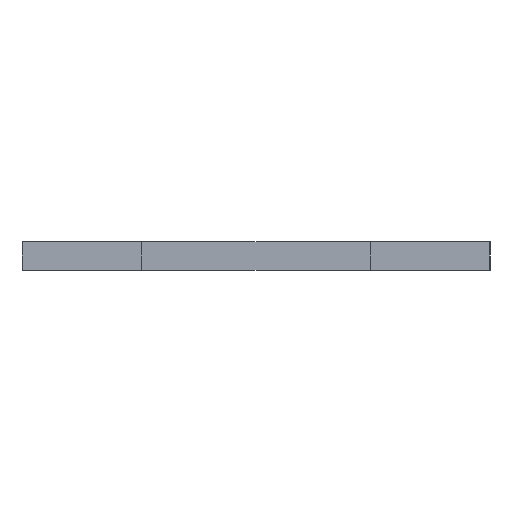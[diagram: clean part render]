
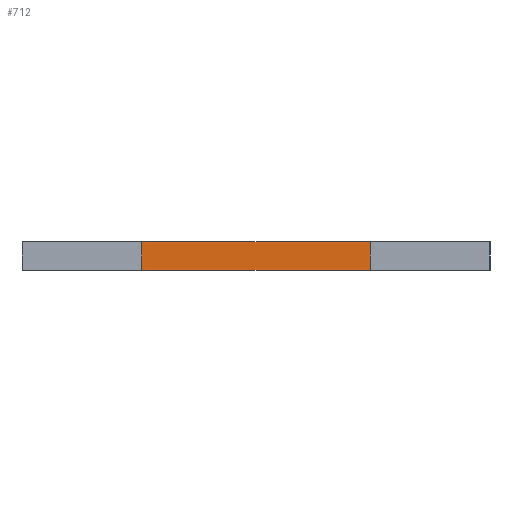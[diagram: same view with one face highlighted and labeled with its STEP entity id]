
A CAD part, left-side view. The second image highlights one B-rep face of the part: STEP entity #712.
In plain terms, the highlighted planar face has unit normal (-1, 0, 0).
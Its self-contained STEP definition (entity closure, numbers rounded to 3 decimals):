
#21 = VECTOR ( 'NONE', #684, 1000. ) ;
#31 = VERTEX_POINT ( 'NONE', #72 ) ;
#44 = EDGE_CURVE ( 'NONE', #31, #90, #96, .T. ) ;
#67 = DIRECTION ( 'NONE',  ( 0., 0., -1. ) ) ;
#72 = CARTESIAN_POINT ( 'NONE',  ( 183., 90.195, 3. ) ) ;
#90 = VERTEX_POINT ( 'NONE', #372 ) ;
#96 = LINE ( 'NONE', #697, #633 ) ;
#123 = EDGE_LOOP ( 'NONE', ( #720, #570, #324, #151 ) ) ;
#128 = LINE ( 'NONE', #491, #352 ) ;
#151 = ORIENTED_EDGE ( 'NONE', *, *, #44, .T. ) ;
#186 = FACE_OUTER_BOUND ( 'NONE', #123, .T. ) ;
#211 = VERTEX_POINT ( 'NONE', #658 ) ;
#297 = DIRECTION ( 'NONE',  ( 0., 0., -1. ) ) ;
#307 = VECTOR ( 'NONE', #421, 1000. ) ;
#310 = CARTESIAN_POINT ( 'NONE',  ( 183., 90.195, 0. ) ) ;
#324 = ORIENTED_EDGE ( 'NONE', *, *, #515, .F. ) ;
#352 = VECTOR ( 'NONE', #67, 1000. ) ;
#372 = CARTESIAN_POINT ( 'NONE',  ( 183., 90.195, 0. ) ) ;
#377 = CARTESIAN_POINT ( 'NONE',  ( 183., 65.805, 3. ) ) ;
#421 = DIRECTION ( 'NONE',  ( 0., -1., 0. ) ) ;
#457 = AXIS2_PLACEMENT_3D ( 'NONE', #652, #660, #297 ) ;
#471 = PLANE ( 'NONE',  #457 ) ;
#491 = CARTESIAN_POINT ( 'NONE',  ( 183., 65.805, 3. ) ) ;
#492 = EDGE_CURVE ( 'NONE', #90, #211, #640, .T. ) ;
#502 = EDGE_CURVE ( 'NONE', #582, #211, #128, .T. ) ;
#515 = EDGE_CURVE ( 'NONE', #31, #582, #776, .T. ) ;
#570 = ORIENTED_EDGE ( 'NONE', *, *, #502, .F. ) ;
#582 = VERTEX_POINT ( 'NONE', #377 ) ;
#614 = CARTESIAN_POINT ( 'NONE',  ( 183., 90.195, 3. ) ) ;
#633 = VECTOR ( 'NONE', #753, 1000. ) ;
#640 = LINE ( 'NONE', #310, #21 ) ;
#652 = CARTESIAN_POINT ( 'NONE',  ( 183., 90.195, 3. ) ) ;
#658 = CARTESIAN_POINT ( 'NONE',  ( 183., 65.805, 0. ) ) ;
#660 = DIRECTION ( 'NONE',  ( 1., 0., 0. ) ) ;
#684 = DIRECTION ( 'NONE',  ( 0., -1., 0. ) ) ;
#697 = CARTESIAN_POINT ( 'NONE',  ( 183., 90.195, 3. ) ) ;
#712 = ADVANCED_FACE ( 'NONE', ( #186 ), #471, .F. ) ;
#720 = ORIENTED_EDGE ( 'NONE', *, *, #492, .T. ) ;
#753 = DIRECTION ( 'NONE',  ( 0., 0., -1. ) ) ;
#776 = LINE ( 'NONE', #614, #307 ) ;
